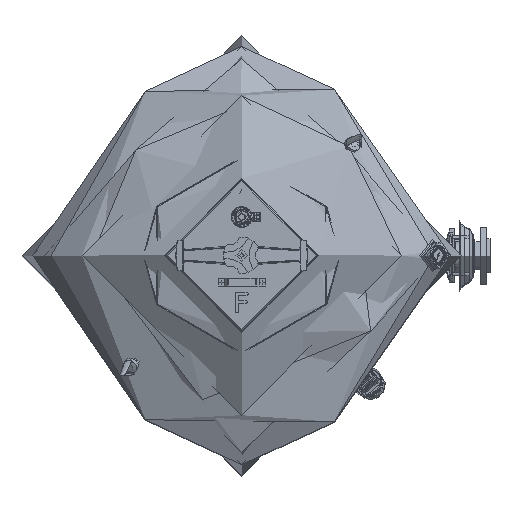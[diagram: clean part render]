
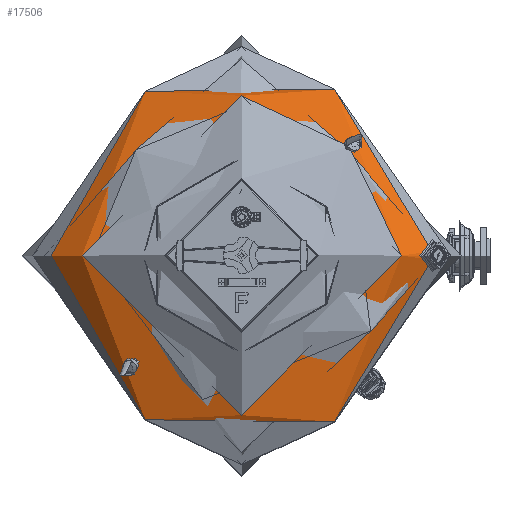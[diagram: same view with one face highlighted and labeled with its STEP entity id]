
A CAD part, top view. The second image highlights one B-rep face of the part: STEP entity #17506.
In plain terms, the highlighted free-form (B-spline) face has degree [3, 3] with [4, 7] control points.
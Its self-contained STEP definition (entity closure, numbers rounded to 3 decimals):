
#17506 = ADVANCED_FACE( '', ( #25581, #25582 ), #25583, .T. );
#25581 = FACE_OUTER_BOUND( '', #28647, .T. );
#25582 = FACE_OUTER_BOUND( '', #28648, .T. );
#25583 = ( BOUNDED_SURFACE(  )B_SPLINE_SURFACE( 3, 3, ( ( #28651, #28652, #28653, #28654, #28655, #28656, #28657 ), ( #28658, #28659, #28660, #28661, #28662, #28663, #28664 ), ( #28665, #28666, #28667, #28668, #28669, #28670, #28671 ), ( #28672, #28673, #28674, #28675, #28676, #28677, #28678 ) ), .UNSPECIFIED., .F., .T., .F. )B_SPLINE_SURFACE_WITH_KNOTS( ( 4, 4 ), ( 4, 3, 4 ), ( 0., 6.283 ), ( -1.009, -0.929, -0.849 ), .UNSPECIFIED. )GEOMETRIC_REPRESENTATION_ITEM(  )RATIONAL_B_SPLINE_SURFACE( ( ( 1., 0.333, 0.333, 1., 0.333, 0.333, 1. ), ( 0.998, 0.333, 0.333, 0.998, 0.333, 0.333, 0.998 ), ( 0.998, 0.333, 0.333, 0.998, 0.333, 0.333, 0.998 ), ( 1., 0.333, 0.333, 1., 0.333, 0.333, 1. ) ) )REPRESENTATION_ITEM( '' )SURFACE(  ) );
#28647 = EDGE_LOOP( '', ( #33132, #33133 ) );
#28648 = EDGE_LOOP( '', ( #33134 ) );
#28651 = CARTESIAN_POINT( '', ( -619.861, 0., 569.466 ) );
#28652 = CARTESIAN_POINT( '', ( -619.861, 1239.721, 569.466 ) );
#28653 = CARTESIAN_POINT( '', ( 619.861, 1239.721, 569.466 ) );
#28654 = CARTESIAN_POINT( '', ( 619.861, 0., 569.466 ) );
#28655 = CARTESIAN_POINT( '', ( 619.861, -1239.721, 569.466 ) );
#28656 = CARTESIAN_POINT( '', ( -619.861, -1239.721, 569.466 ) );
#28657 = CARTESIAN_POINT( '', ( -619.861, 0., 569.466 ) );
#28658 = CARTESIAN_POINT( '', ( -588.491, 0., 597.053 ) );
#28659 = CARTESIAN_POINT( '', ( -588.491, 1176.983, 597.053 ) );
#28660 = CARTESIAN_POINT( '', ( 588.491, 1176.983, 597.053 ) );
#28661 = CARTESIAN_POINT( '', ( 588.491, 0., 597.053 ) );
#28662 = CARTESIAN_POINT( '', ( 588.491, -1176.983, 597.053 ) );
#28663 = CARTESIAN_POINT( '', ( -588.491, -1176.983, 597.053 ) );
#28664 = CARTESIAN_POINT( '', ( -588.491, 0., 597.053 ) );
#28665 = CARTESIAN_POINT( '', ( -555.019, 0., 622.046 ) );
#28666 = CARTESIAN_POINT( '', ( -555.019, 1110.039, 622.046 ) );
#28667 = CARTESIAN_POINT( '', ( 555.019, 1110.039, 622.046 ) );
#28668 = CARTESIAN_POINT( '', ( 555.019, 0., 622.046 ) );
#28669 = CARTESIAN_POINT( '', ( 555.019, -1110.039, 622.046 ) );
#28670 = CARTESIAN_POINT( '', ( -555.019, -1110.039, 622.046 ) );
#28671 = CARTESIAN_POINT( '', ( -555.019, 0., 622.046 ) );
#28672 = CARTESIAN_POINT( '', ( -519.659, 0., 644.288 ) );
#28673 = CARTESIAN_POINT( '', ( -519.659, 1039.317, 644.288 ) );
#28674 = CARTESIAN_POINT( '', ( 519.659, 1039.317, 644.288 ) );
#28675 = CARTESIAN_POINT( '', ( 519.659, 0., 644.288 ) );
#28676 = CARTESIAN_POINT( '', ( 519.659, -1039.317, 644.288 ) );
#28677 = CARTESIAN_POINT( '', ( -519.659, -1039.317, 644.288 ) );
#28678 = CARTESIAN_POINT( '', ( -519.659, 0., 644.288 ) );
#33132 = ORIENTED_EDGE( '', *, *, #65965, .F. );
#33133 = ORIENTED_EDGE( '', *, *, #65970, .T. );
#33134 = ORIENTED_EDGE( '', *, *, #65967, .T. );
#65965 = EDGE_CURVE( '', #69204, #69205, #69206, .T. );
#65967 = EDGE_CURVE( '', #69208, #69208, #69209, .T. );
#65970 = EDGE_CURVE( '', #69204, #69205, #69214, .T. );
#69204 = VERTEX_POINT( '', #69566 );
#69205 = VERTEX_POINT( '', #69567 );
#69206 = CIRCLE( '', #69568, 619.861 );
#69208 = VERTEX_POINT( '', #69618 );
#69209 = CIRCLE( '', #69619, 519.659 );
#69214 = B_SPLINE_CURVE_WITH_KNOTS( '', 3, ( #69624, #69625, #69626, #69627, #69628, #69629, #69630, #69631, #69632, #69633, #69634, #69635, #69636, #69637, #69638, #69639, #69640, #69641, #69642, #69643, #69644, #69645, #69646, #69647, #69648, #69649, #69650, #69651, #69652, #69653, #69654, #69655, #69656, #69657, #69658, #69659, #69660, #69661, #69662, #69663, #69664, #69665, #69666, #69667, #69668, #69669, #69670, #69671, #69672, #69673 ), .UNSPECIFIED., .F., .F., ( 4, 2, 2, 2, 2, 2, 2, 2, 2, 2, 2, 2, 2, 2, 2, 2, 2, 2, 2, 2, 2, 2, 2, 2, 4 ), ( 0., 0.003, 0.004, 0.006, 0.008, 0.01, 0.011, 0.014, 0.017, 0.018, 0.02, 0.022, 0.024, 0.025, 0.028, 0.029, 0.031, 0.032, 0.034, 0.036, 0.038, 0.039, 0.042, 0.043, 0.045 ), .UNSPECIFIED. );
#69566 = CARTESIAN_POINT( '', ( 619.703, -13.989, 569.466 ) );
#69567 = CARTESIAN_POINT( '', ( 619.703, 13.989, 569.466 ) );
#69568 = AXIS2_PLACEMENT_3D( '', #71040, #71041, #71042 );
#69618 = CARTESIAN_POINT( '', ( -519.659, 0., 644.288 ) );
#69619 = AXIS2_PLACEMENT_3D( '', #71043, #71044, #71045 );
#69624 = CARTESIAN_POINT( '', ( 619.703, -13.989, 569.466 ) );
#69625 = CARTESIAN_POINT( '', ( 618.991, -14.027, 570.092 ) );
#69626 = CARTESIAN_POINT( '', ( 618.288, -13.969, 570.708 ) );
#69627 = CARTESIAN_POINT( '', ( 617.246, -13.744, 571.622 ) );
#69628 = CARTESIAN_POINT( '', ( 616.901, -13.646, 571.924 ) );
#69629 = CARTESIAN_POINT( '', ( 616.216, -13.402, 572.525 ) );
#69630 = CARTESIAN_POINT( '', ( 615.876, -13.256, 572.823 ) );
#69631 = CARTESIAN_POINT( '', ( 614.884, -12.756, 573.692 ) );
#69632 = CARTESIAN_POINT( '', ( 614.255, -12.338, 574.243 ) );
#69633 = CARTESIAN_POINT( '', ( 613.358, -11.586, 575.028 ) );
#69634 = CARTESIAN_POINT( '', ( 613.065, -11.312, 575.284 ) );
#69635 = CARTESIAN_POINT( '', ( 612.506, -10.73, 575.773 ) );
#69636 = CARTESIAN_POINT( '', ( 612.239, -10.422, 576.006 ) );
#69637 = CARTESIAN_POINT( '', ( 611.477, -9.45, 576.673 ) );
#69638 = CARTESIAN_POINT( '', ( 611.019, -8.738, 577.073 ) );
#69639 = CARTESIAN_POINT( '', ( 610.207, -7.179, 577.782 ) );
#69640 = CARTESIAN_POINT( '', ( 609.867, -6.356, 578.079 ) );
#69641 = CARTESIAN_POINT( '', ( 609.452, -5.065, 578.441 ) );
#69642 = CARTESIAN_POINT( '', ( 609.329, -4.625, 578.548 ) );
#69643 = CARTESIAN_POINT( '', ( 609.117, -3.726, 578.733 ) );
#69644 = CARTESIAN_POINT( '', ( 609.028, -3.265, 578.811 ) );
#69645 = CARTESIAN_POINT( '', ( 608.815, -1.882, 578.997 ) );
#69646 = CARTESIAN_POINT( '', ( 608.744, -0.952, 579.059 ) );
#69647 = CARTESIAN_POINT( '', ( 608.743, 0.456, 579.06 ) );
#69648 = CARTESIAN_POINT( '', ( 608.761, 0.931, 579.045 ) );
#69649 = CARTESIAN_POINT( '', ( 608.832, 1.871, 578.982 ) );
#69650 = CARTESIAN_POINT( '', ( 608.885, 2.335, 578.936 ) );
#69651 = CARTESIAN_POINT( '', ( 609.096, 3.711, 578.752 ) );
#69652 = CARTESIAN_POINT( '', ( 609.305, 4.605, 578.57 ) );
#69653 = CARTESIAN_POINT( '', ( 609.723, 5.912, 578.204 ) );
#69654 = CARTESIAN_POINT( '', ( 609.879, 6.337, 578.068 ) );
#69655 = CARTESIAN_POINT( '', ( 610.22, 7.159, 577.771 ) );
#69656 = CARTESIAN_POINT( '', ( 610.405, 7.557, 577.609 ) );
#69657 = CARTESIAN_POINT( '', ( 610.805, 8.327, 577.26 ) );
#69658 = CARTESIAN_POINT( '', ( 611.019, 8.699, 577.072 ) );
#69659 = CARTESIAN_POINT( '', ( 611.478, 9.418, 576.671 ) );
#69660 = CARTESIAN_POINT( '', ( 611.724, 9.765, 576.457 ) );
#69661 = CARTESIAN_POINT( '', ( 612.49, 10.743, 575.787 ) );
#69662 = CARTESIAN_POINT( '', ( 613.044, 11.32, 575.303 ) );
#69663 = CARTESIAN_POINT( '', ( 613.939, 12.074, 574.52 ) );
#69664 = CARTESIAN_POINT( '', ( 614.249, 12.308, 574.248 ) );
#69665 = CARTESIAN_POINT( '', ( 614.885, 12.731, 573.691 ) );
#69666 = CARTESIAN_POINT( '', ( 615.209, 12.919, 573.407 ) );
#69667 = CARTESIAN_POINT( '', ( 616.196, 13.418, 572.542 ) );
#69668 = CARTESIAN_POINT( '', ( 616.876, 13.663, 571.947 ) );
#69669 = CARTESIAN_POINT( '', ( 617.929, 13.892, 571.023 ) );
#69670 = CARTESIAN_POINT( '', ( 618.283, 13.945, 570.712 ) );
#69671 = CARTESIAN_POINT( '', ( 618.992, 14.003, 570.091 ) );
#69672 = CARTESIAN_POINT( '', ( 619.347, 14.008, 569.779 ) );
#69673 = CARTESIAN_POINT( '', ( 619.703, 13.989, 569.466 ) );
#71040 = CARTESIAN_POINT( '', ( 0., 0., 569.466 ) );
#71041 = DIRECTION( '', ( 0., 0., -1. ) );
#71042 = DIRECTION( '', ( -1., 0., 0. ) );
#71043 = CARTESIAN_POINT( '', ( 0., 0., 644.288 ) );
#71044 = DIRECTION( '', ( 0., 0., -1. ) );
#71045 = DIRECTION( '', ( -1., 0., 0. ) );
